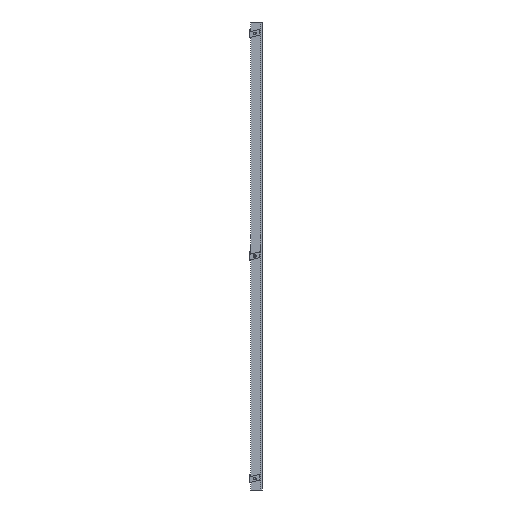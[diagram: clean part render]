
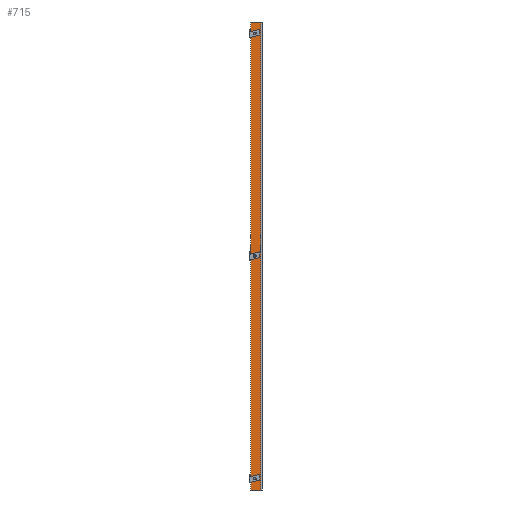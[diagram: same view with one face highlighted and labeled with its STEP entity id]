
A CAD part, left-side view. The second image highlights one B-rep face of the part: STEP entity #715.
In plain terms, the highlighted planar face has unit normal (-1, 0, 0).
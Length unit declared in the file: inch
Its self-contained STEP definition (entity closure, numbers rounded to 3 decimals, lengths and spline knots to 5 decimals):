
#275 = CARTESIAN_POINT ( 'NONE',  ( -26.59, 0.7815, -29.125 ) ) ;
#289 = CARTESIAN_POINT ( 'NONE',  ( -26.59, 1.5, 30.625 ) ) ;
#462 = VERTEX_POINT ( 'NONE', #16752 ) ;
#715 = ADVANCED_FACE ( 'NONE', ( #21783, #21884, #13148, #4412 ), #2684, .T. ) ;
#961 = DIRECTION ( 'NONE',  ( 0., 1., 0. ) ) ;
#1160 = DIRECTION ( 'NONE',  ( 1., 0., 0. ) ) ;
#1672 = ORIENTED_EDGE ( 'NONE', *, *, #16867, .T. ) ;
#1717 = EDGE_LOOP ( 'NONE', ( #21201, #1672 ) ) ;
#1764 = LINE ( 'NONE', #21092, #11525 ) ;
#2070 = DIRECTION ( 'NONE',  ( 1., 0., 0. ) ) ;
#2684 = PLANE ( 'NONE',  #12191 ) ;
#2805 = CARTESIAN_POINT ( 'NONE',  ( -26.59, 0.185, -30.625 ) ) ;
#2827 = DIRECTION ( 'NONE',  ( 0., 1., 0. ) ) ;
#2843 = EDGE_CURVE ( 'NONE', #11102, #16811, #17249, .T. ) ;
#2868 = DIRECTION ( 'NONE',  ( 0., 1., 0. ) ) ;
#3348 = DIRECTION ( 'NONE',  ( 0., -1., 0. ) ) ;
#3556 = CARTESIAN_POINT ( 'NONE',  ( -26.59, 1., 0. ) ) ;
#3578 = DIRECTION ( 'NONE',  ( 0., 1., 0. ) ) ;
#3774 = LINE ( 'NONE', #19194, #15006 ) ;
#3816 = CARTESIAN_POINT ( 'NONE',  ( -26.59, 1., 0. ) ) ;
#4030 = LINE ( 'NONE', #20018, #12895 ) ;
#4412 = FACE_BOUND ( 'NONE', #18118, .T. ) ;
#4858 = VECTOR ( 'NONE', #3348, 39.37008 ) ;
#5229 = AXIS2_PLACEMENT_3D ( 'NONE', #14963, #18086, #20146 ) ;
#5634 = EDGE_CURVE ( 'NONE', #462, #20891, #18658, .T. ) ;
#5742 = ORIENTED_EDGE ( 'NONE', *, *, #8321, .F. ) ;
#5948 = CIRCLE ( 'NONE', #5229, 0.2185 ) ;
#5983 = EDGE_CURVE ( 'NONE', #20725, #6771, #3774, .T. ) ;
#6074 = DIRECTION ( 'NONE',  ( 1., 0., 0. ) ) ;
#6366 = DIRECTION ( 'NONE',  ( -1., 0., 0. ) ) ;
#6395 = DIRECTION ( 'NONE',  ( 1., 0., 0. ) ) ;
#6771 = VERTEX_POINT ( 'NONE', #13736 ) ;
#7028 = AXIS2_PLACEMENT_3D ( 'NONE', #18672, #6395, #18564 ) ;
#7185 = VERTEX_POINT ( 'NONE', #11530 ) ;
#8321 = EDGE_CURVE ( 'NONE', #16811, #20725, #1764, .T. ) ;
#9558 = CARTESIAN_POINT ( 'NONE',  ( -26.59, 0.185, 30.625 ) ) ;
#10187 = EDGE_CURVE ( 'NONE', #10313, #12184, #5948, .T. ) ;
#10313 = VERTEX_POINT ( 'NONE', #15084 ) ;
#10353 = CIRCLE ( 'NONE', #7028, 0.2185 ) ;
#10457 = CARTESIAN_POINT ( 'NONE',  ( -26.59, 1.2185, 29.125 ) ) ;
#10590 = EDGE_CURVE ( 'NONE', #11102, #6771, #4030, .T. ) ;
#10863 = EDGE_CURVE ( 'NONE', #7185, #21757, #10353, .T. ) ;
#10913 = DIRECTION ( 'NONE',  ( 0., 1., 0. ) ) ;
#10933 = DIRECTION ( 'NONE',  ( 0., 1., 0. ) ) ;
#11102 = VERTEX_POINT ( 'NONE', #289 ) ;
#11493 = EDGE_CURVE ( 'NONE', #20891, #462, #11844, .T. ) ;
#11518 = ORIENTED_EDGE ( 'NONE', *, *, #14239, .T. ) ;
#11525 = VECTOR ( 'NONE', #15912, 39.37008 ) ;
#11530 = CARTESIAN_POINT ( 'NONE',  ( -26.59, 1.2185, -29.125 ) ) ;
#11844 = CIRCLE ( 'NONE', #18046, 0.2185 ) ;
#12184 = VERTEX_POINT ( 'NONE', #10457 ) ;
#12191 = AXIS2_PLACEMENT_3D ( 'NONE', #22116, #6366, #961 ) ;
#12895 = VECTOR ( 'NONE', #22276, 39.37008 ) ;
#13148 = FACE_BOUND ( 'NONE', #1717, .T. ) ;
#13431 = CARTESIAN_POINT ( 'NONE',  ( -26.59, 1., 29.125 ) ) ;
#13467 = CIRCLE ( 'NONE', #18587, 0.2185 ) ;
#13736 = CARTESIAN_POINT ( 'NONE',  ( -26.59, 1.5, -30.625 ) ) ;
#13887 = AXIS2_PLACEMENT_3D ( 'NONE', #3556, #2070, #10933 ) ;
#14088 = ORIENTED_EDGE ( 'NONE', *, *, #10187, .T. ) ;
#14239 = EDGE_CURVE ( 'NONE', #12184, #10313, #13467, .T. ) ;
#14310 = CIRCLE ( 'NONE', #20195, 0.2185 ) ;
#14963 = CARTESIAN_POINT ( 'NONE',  ( -26.59, 1., 29.125 ) ) ;
#15006 = VECTOR ( 'NONE', #10913, 39.37008 ) ;
#15084 = CARTESIAN_POINT ( 'NONE',  ( -26.59, 0.7815, 29.125 ) ) ;
#15912 = DIRECTION ( 'NONE',  ( 0., 0., -1. ) ) ;
#16752 = CARTESIAN_POINT ( 'NONE',  ( -26.59, 0.7815, 0. ) ) ;
#16811 = VERTEX_POINT ( 'NONE', #9558 ) ;
#16867 = EDGE_CURVE ( 'NONE', #21757, #7185, #14310, .T. ) ;
#16884 = CARTESIAN_POINT ( 'NONE',  ( -26.59, 1., -29.125 ) ) ;
#17249 = LINE ( 'NONE', #19100, #4858 ) ;
#17750 = CARTESIAN_POINT ( 'NONE',  ( -26.59, 1.2185, 0. ) ) ;
#18046 = AXIS2_PLACEMENT_3D ( 'NONE', #3816, #19236, #3578 ) ;
#18086 = DIRECTION ( 'NONE',  ( 1., 0., 0. ) ) ;
#18118 = EDGE_LOOP ( 'NONE', ( #11518, #14088 ) ) ;
#18564 = DIRECTION ( 'NONE',  ( 0., 1., 0. ) ) ;
#18587 = AXIS2_PLACEMENT_3D ( 'NONE', #13431, #6074, #2827 ) ;
#18658 = CIRCLE ( 'NONE', #13887, 0.2185 ) ;
#18672 = CARTESIAN_POINT ( 'NONE',  ( -26.59, 1., -29.125 ) ) ;
#19100 = CARTESIAN_POINT ( 'NONE',  ( -26.59, 0.125, 30.625 ) ) ;
#19194 = CARTESIAN_POINT ( 'NONE',  ( -26.59, 0.125, -30.625 ) ) ;
#19236 = DIRECTION ( 'NONE',  ( 1., 0., 0. ) ) ;
#19355 = ORIENTED_EDGE ( 'NONE', *, *, #11493, .T. ) ;
#20018 = CARTESIAN_POINT ( 'NONE',  ( -26.59, 1.5, -30.625 ) ) ;
#20146 = DIRECTION ( 'NONE',  ( 0., 1., 0. ) ) ;
#20195 = AXIS2_PLACEMENT_3D ( 'NONE', #16884, #1160, #2868 ) ;
#20275 = EDGE_LOOP ( 'NONE', ( #22659, #21812, #22681, #5742 ) ) ;
#20461 = EDGE_LOOP ( 'NONE', ( #19355, #22174 ) ) ;
#20725 = VERTEX_POINT ( 'NONE', #2805 ) ;
#20891 = VERTEX_POINT ( 'NONE', #17750 ) ;
#21092 = CARTESIAN_POINT ( 'NONE',  ( -26.59, 0.185, 30.625 ) ) ;
#21201 = ORIENTED_EDGE ( 'NONE', *, *, #10863, .T. ) ;
#21757 = VERTEX_POINT ( 'NONE', #275 ) ;
#21783 = FACE_OUTER_BOUND ( 'NONE', #20275, .T. ) ;
#21812 = ORIENTED_EDGE ( 'NONE', *, *, #10590, .T. ) ;
#21884 = FACE_BOUND ( 'NONE', #20461, .T. ) ;
#22116 = CARTESIAN_POINT ( 'NONE',  ( -26.59, 0.1105, -30.625 ) ) ;
#22174 = ORIENTED_EDGE ( 'NONE', *, *, #5634, .T. ) ;
#22276 = DIRECTION ( 'NONE',  ( 0., 0., -1. ) ) ;
#22659 = ORIENTED_EDGE ( 'NONE', *, *, #2843, .F. ) ;
#22681 = ORIENTED_EDGE ( 'NONE', *, *, #5983, .F. ) ;
